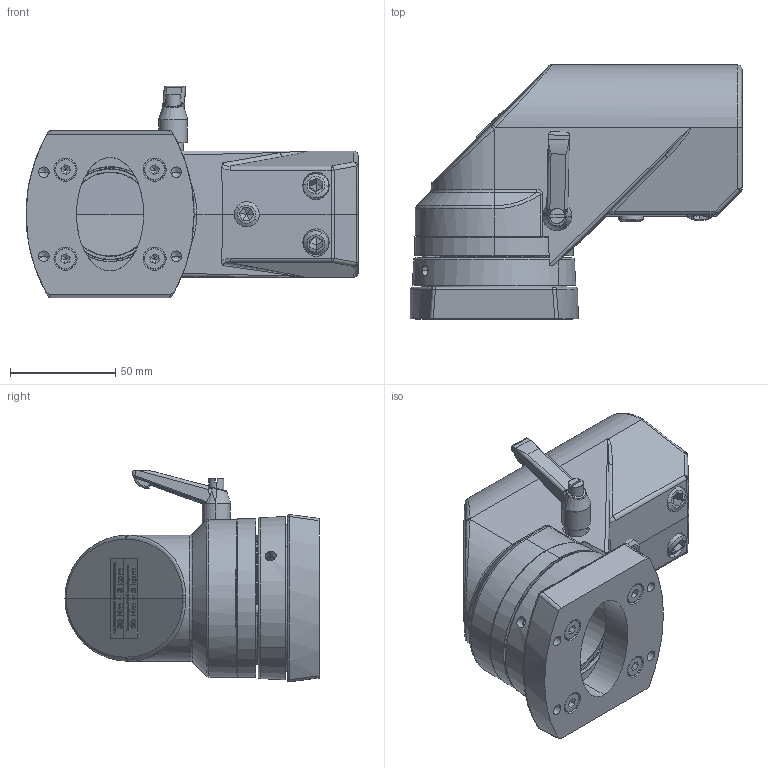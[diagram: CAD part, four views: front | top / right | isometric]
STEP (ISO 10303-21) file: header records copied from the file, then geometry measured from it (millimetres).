
FILE_DESCRIPTION (( 'STEP AP214' ), '1' );
FILE_NAME ('49497802.STEP', '2016-03-01T11:04:26', ( 'Macha' ), ( 'Hewlett-Packard Company' ), 'SwSTEP 2.0', 'SolidWorks 2015', '' );
FILE_SCHEMA (( 'AUTOMOTIVE_DESIGN' ));
Length unit declared in the file: millimetre
Products named in the file (23): 93103; 93017; 84097; 94542; 82174; 84105; 12823; 94526; 93220; 82011; 92146; 93265; 12031; 84062; 49497800; 82191; 49497802; 93176; 83068; 12035; 83057
Assembly tree (33 placements, depth 4):
  49497802
    49497800
      12031
        12031
      92146
      82011
      93220  x3
      94526
      12823
      84105
      82174
      94542  x2
      84097
      93017
      93103  x3
      83057  x2
      12035
        12035
      83068  x2
      93176  x2
      82191
    84062
    93265  x4
Bounding box: 158.01 x 120.9 x 100.84 mm (x, y, z)
Volume: 376690.4 mm3; surface area: 147675.8 mm2
Topology: 118 solids, 119 shells, 2348 faces, 5753 edges, 3637 vertices
Faces by surface type: plane 1001, bspline 753, cylinder 338, torus 151, cone 90, sphere 15
Entity records: 98299 total; most frequent: CARTESIAN_POINT 50888, ORIENTED_EDGE 10528, DIRECTION 7186, EDGE_CURVE 5264, VERTEX_POINT 3384, LINE 2742, VECTOR 2742, EDGE_LOOP 2288
